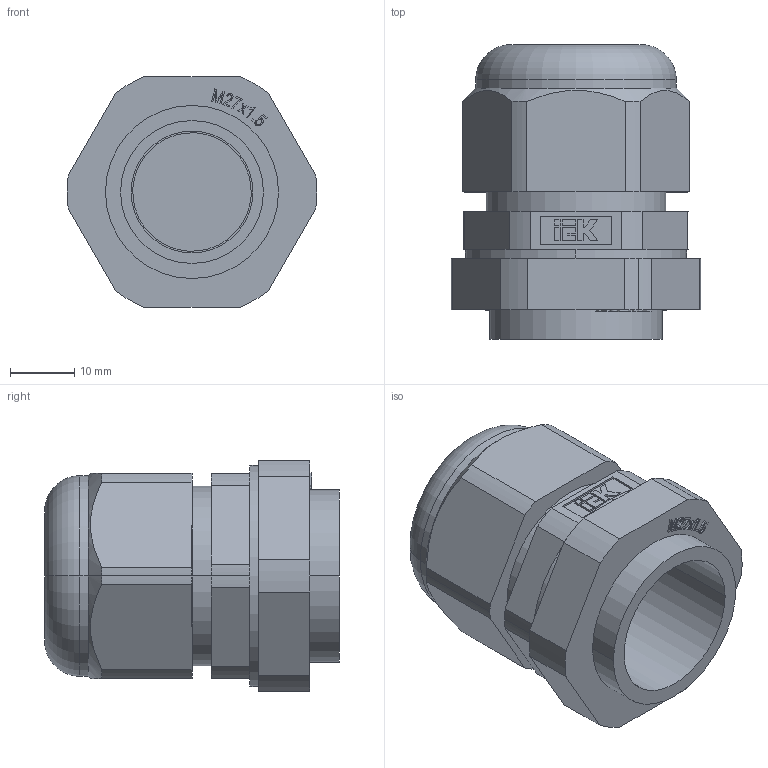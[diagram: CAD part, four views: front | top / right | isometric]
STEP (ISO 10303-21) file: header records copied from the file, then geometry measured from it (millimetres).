
FILE_DESCRIPTION (( 'STEP AP214' ), '1' );
FILE_NAME ('YSA20-18-21-54-K41 Ñàëüíèê PG 21 äèàìåòð ïðîâîäíèêà 15-18ìì IP54 ÈÝÊ.STEP', '2016-11-25T09:16:08', ( '' ), ( '' ), 'SwSTEP 2.0', 'SolidWorks 2014', '' );
FILE_SCHEMA (( 'AUTOMOTIVE_DESIGN' ));
Length unit declared in the file: millimetre
Products named in the file (1): YSA20-18-21-54-K41 Ñàëüíèê PG 21 äèàìåòð ïðîâîäíèêà 15-18ìì IP54 ÈÝÊ
Bounding box: 38.96 x 46 x 36 mm (x, y, z)
Volume: 21478.8 mm3; surface area: 18887.6 mm2
Topology: 5 solids, 5 shells, 367 faces, 982 edges, 650 vertices
Faces by surface type: plane 241, cylinder 49, bspline 46, cone 23, torus 8
Entity records: 14336 total; most frequent: CARTESIAN_POINT 5408, ORIENTED_EDGE 1964, DIRECTION 1628, EDGE_CURVE 982, VERTEX_POINT 650, LINE 568, VECTOR 568, AXIS2_PLACEMENT_3D 530
